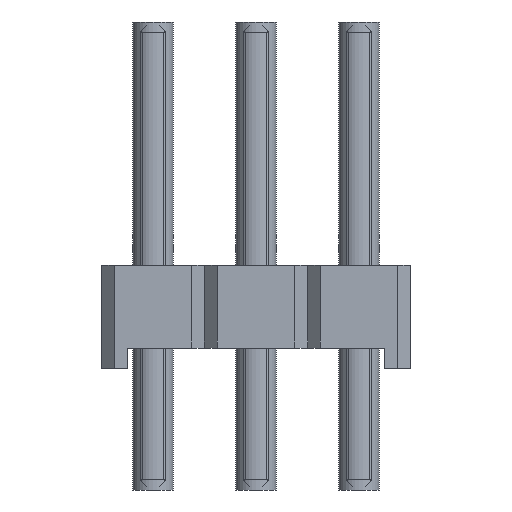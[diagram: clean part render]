
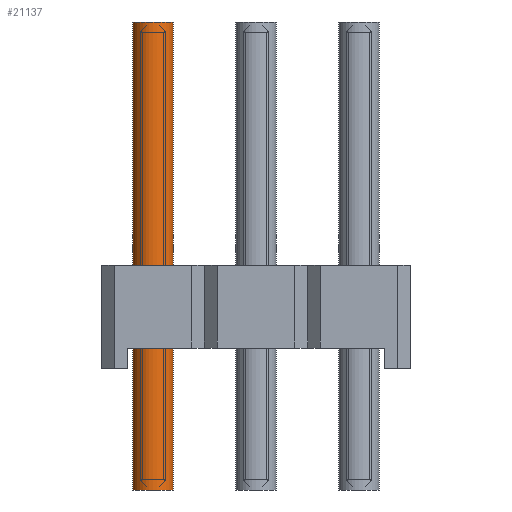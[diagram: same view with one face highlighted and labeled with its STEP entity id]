
A CAD part, left-side view. The second image highlights one B-rep face of the part: STEP entity #21137.
In plain terms, the highlighted cylindrical face has radius 0.5 mm (diameter 1 mm), a full revolution.
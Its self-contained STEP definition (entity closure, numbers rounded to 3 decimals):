
#431=CIRCLE('',#22248,0.5);
#432=CIRCLE('',#22249,0.5);
#1260=CYLINDRICAL_SURFACE('',#22247,0.5);
#1781=ORIENTED_EDGE('',*,*,#8059,.F.);
#1782=ORIENTED_EDGE('',*,*,#8060,.T.);
#8059=EDGE_CURVE('',#11207,#11207,#431,.T.);
#8060=EDGE_CURVE('',#11208,#11208,#432,.T.);
#11207=VERTEX_POINT('',#30634);
#11208=VERTEX_POINT('',#30636);
#17963=EDGE_LOOP('',(#1781));
#17964=EDGE_LOOP('',(#1782));
#19227=FACE_BOUND('',#17963,.T.);
#19228=FACE_BOUND('',#17964,.T.);
#21137=ADVANCED_FACE('',(#19227,#19228),#1260,.F.);
#22247=AXIS2_PLACEMENT_3D('',#30632,#24311,#24312);
#22248=AXIS2_PLACEMENT_3D('',#30633,#24313,#24314);
#22249=AXIS2_PLACEMENT_3D('',#30635,#24315,#24316);
#24311=DIRECTION('',(0.,0.,1.));
#24312=DIRECTION('',(1.,0.,0.));
#24313=DIRECTION('',(0.,0.,-1.));
#24314=DIRECTION('',(1.,0.,0.));
#24315=DIRECTION('',(0.,0.,-1.));
#24316=DIRECTION('',(1.,0.,0.));
#30632=CARTESIAN_POINT('',(0.,0.,0.));
#30633=CARTESIAN_POINT('',(0.,0.,11.54));
#30634=CARTESIAN_POINT('',(0.5,0.,11.54));
#30635=CARTESIAN_POINT('',(0.,0.,0.));
#30636=CARTESIAN_POINT('',(0.5,0.,0.));
